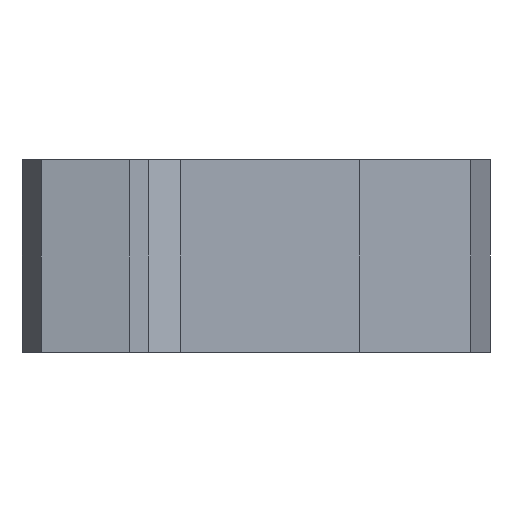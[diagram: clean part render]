
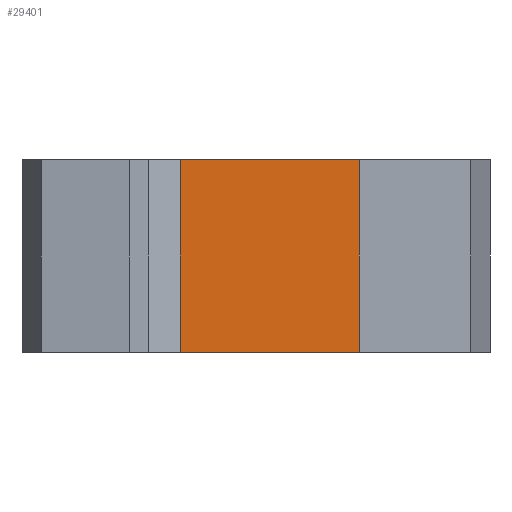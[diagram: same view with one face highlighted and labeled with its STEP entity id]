
A CAD part, front view. The second image highlights one B-rep face of the part: STEP entity #29401.
In plain terms, the highlighted planar face has unit normal (0, -1, 0).
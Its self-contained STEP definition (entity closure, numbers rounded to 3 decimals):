
#94 = CARTESIAN_POINT ( 'NONE',  ( 18.75, -19.25, -17.5 ) ) ;
#497 = LINE ( 'NONE', #10726, #15982 ) ;
#639 = EDGE_CURVE ( 'NONE', #22130, #14331, #18772, .T. ) ;
#1317 = ORIENTED_EDGE ( 'NONE', *, *, #5314, .F. ) ;
#1381 = DIRECTION ( 'NONE',  ( 1., 0., 0. ) ) ;
#2746 = DIRECTION ( 'NONE',  ( 0., 0., -1. ) ) ;
#2916 = ORIENTED_EDGE ( 'NONE', *, *, #25389, .F. ) ;
#3566 = LINE ( 'NONE', #3720, #25252 ) ;
#3720 = CARTESIAN_POINT ( 'NONE',  ( -16.25, -19.25, -17.501 ) ) ;
#5314 = EDGE_CURVE ( 'NONE', #24316, #9114, #497, .T. ) ;
#5422 = LINE ( 'NONE', #22680, #6036 ) ;
#5693 = FACE_OUTER_BOUND ( 'NONE', #16304, .T. ) ;
#6036 = VECTOR ( 'NONE', #2746, 1000. ) ;
#6312 = CARTESIAN_POINT ( 'NONE',  ( -16.25, -19.25, -17.501 ) ) ;
#7514 = ORIENTED_EDGE ( 'NONE', *, *, #639, .F. ) ;
#9114 = VERTEX_POINT ( 'NONE', #14761 ) ;
#9126 = CARTESIAN_POINT ( 'NONE',  ( -16.25, -19.25, 17.5 ) ) ;
#10726 = CARTESIAN_POINT ( 'NONE',  ( -16.25, -19.25, -17.5 ) ) ;
#13095 = DIRECTION ( 'NONE',  ( 0., 0., 1. ) ) ;
#13516 = CARTESIAN_POINT ( 'NONE',  ( 18.75, -19.25, 17.5 ) ) ;
#14331 = VERTEX_POINT ( 'NONE', #13516 ) ;
#14761 = CARTESIAN_POINT ( 'NONE',  ( -16.25, -19.25, -17.5 ) ) ;
#15552 = DIRECTION ( 'NONE',  ( 0., 0., 1. ) ) ;
#15982 = VECTOR ( 'NONE', #20696, 1000. ) ;
#16304 = EDGE_LOOP ( 'NONE', ( #2916, #7514, #27462, #1317 ) ) ;
#18772 = LINE ( 'NONE', #9126, #27118 ) ;
#20390 = PLANE ( 'NONE',  #26042 ) ;
#20696 = DIRECTION ( 'NONE',  ( -1., 0., 0. ) ) ;
#21349 = CARTESIAN_POINT ( 'NONE',  ( -16.25, -19.25, 17.5 ) ) ;
#22130 = VERTEX_POINT ( 'NONE', #21349 ) ;
#22680 = CARTESIAN_POINT ( 'NONE',  ( 18.75, -19.25, -17.5 ) ) ;
#24316 = VERTEX_POINT ( 'NONE', #94 ) ;
#25252 = VECTOR ( 'NONE', #15552, 1000. ) ;
#25389 = EDGE_CURVE ( 'NONE', #14331, #24316, #5422, .T. ) ;
#26042 = AXIS2_PLACEMENT_3D ( 'NONE', #6312, #27449, #13095 ) ;
#27118 = VECTOR ( 'NONE', #1381, 1000. ) ;
#27449 = DIRECTION ( 'NONE',  ( 0., 1., 0. ) ) ;
#27462 = ORIENTED_EDGE ( 'NONE', *, *, #27499, .F. ) ;
#27499 = EDGE_CURVE ( 'NONE', #9114, #22130, #3566, .T. ) ;
#29401 = ADVANCED_FACE ( 'NONE', ( #5693 ), #20390, .F. ) ;
